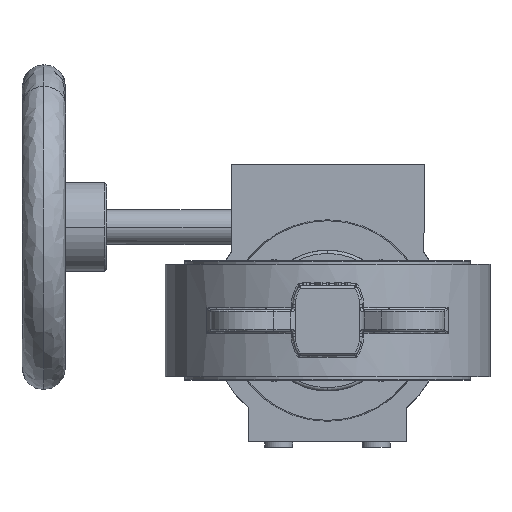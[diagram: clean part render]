
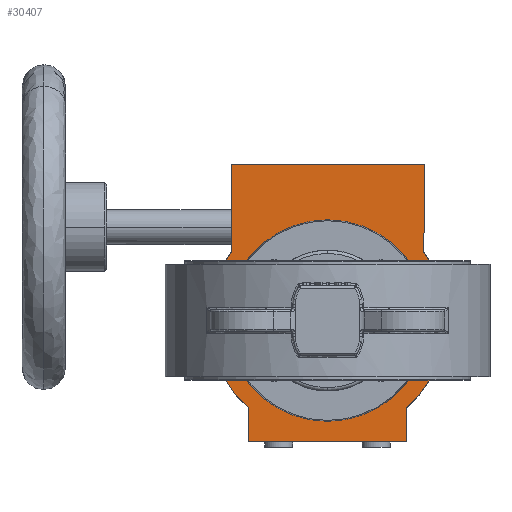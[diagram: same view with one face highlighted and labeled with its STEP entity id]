
A CAD part, front view. The second image highlights one B-rep face of the part: STEP entity #30407.
In plain terms, the highlighted planar face has unit normal (0, -1, 0).
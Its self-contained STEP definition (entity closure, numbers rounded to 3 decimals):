
#246 = CARTESIAN_POINT ( 'NONE',  ( 0., 178., 0. ) ) ;
#260 = EDGE_CURVE ( 'NONE', #1743, #30720, #16576, .T. ) ;
#714 = ORIENTED_EDGE ( 'NONE', *, *, #260, .T. ) ;
#1150 = DIRECTION ( 'NONE',  ( 1., 0., -0.001 ) ) ;
#1696 = CIRCLE ( 'NONE', #17990, 54.5 ) ;
#1743 = VERTEX_POINT ( 'NONE', #8050 ) ;
#1747 = DIRECTION ( 'NONE',  ( 0., 1., 0. ) ) ;
#2197 = DIRECTION ( 'NONE',  ( 0.001, 0., 1. ) ) ;
#2297 = CIRCLE ( 'NONE', #26696, 0.5 ) ;
#3188 = ORIENTED_EDGE ( 'NONE', *, *, #36526, .F. ) ;
#3453 = PLANE ( 'NONE',  #12176 ) ;
#3583 = EDGE_CURVE ( 'NONE', #13066, #17261, #27151, .T. ) ;
#3607 = LINE ( 'NONE', #22650, #31925 ) ;
#3738 = VERTEX_POINT ( 'NONE', #18867 ) ;
#3786 = ORIENTED_EDGE ( 'NONE', *, *, #25287, .T. ) ;
#4207 = DIRECTION ( 'NONE',  ( 0., 1., 0. ) ) ;
#4322 = CARTESIAN_POINT ( 'NONE',  ( 0., 178., 0. ) ) ;
#4548 = VERTEX_POINT ( 'NONE', #18923 ) ;
#5006 = CARTESIAN_POINT ( 'NONE',  ( 0., 178., 0. ) ) ;
#5323 = DIRECTION ( 'NONE',  ( 0., 1., 0. ) ) ;
#5438 = CIRCLE ( 'NONE', #12778, 0.5 ) ;
#6535 = CIRCLE ( 'NONE', #16287, 54.5 ) ;
#6768 = CARTESIAN_POINT ( 'NONE',  ( -36.5, 178., 0.032 ) ) ;
#6769 = CARTESIAN_POINT ( 'NONE',  ( 0., 178., 0. ) ) ;
#6785 = DIRECTION ( 'NONE',  ( 0.001, 0., 1. ) ) ;
#7688 = CIRCLE ( 'NONE', #9664, 46.5 ) ;
#8050 = CARTESIAN_POINT ( 'NONE',  ( -36.536, 178., -40.662 ) ) ;
#8087 = DIRECTION ( 'NONE',  ( -1., 0., 0.001 ) ) ;
#8206 = CARTESIAN_POINT ( 'NONE',  ( 44.528, 178., 31.425 ) ) ;
#8599 = ORIENTED_EDGE ( 'NONE', *, *, #16940, .T. ) ;
#9358 = EDGE_CURVE ( 'NONE', #30720, #26439, #37536, .T. ) ;
#9374 = CARTESIAN_POINT ( 'NONE',  ( 0., 178., 0. ) ) ;
#9664 = AXIS2_PLACEMENT_3D ( 'NONE', #21700, #31500, #24740 ) ;
#9942 = EDGE_LOOP ( 'NONE', ( #24647, #23051 ) ) ;
#11193 = DIRECTION ( 'NONE',  ( 1., 0., -0.001 ) ) ;
#11307 = ORIENTED_EDGE ( 'NONE', *, *, #24238, .T. ) ;
#11500 = AXIS2_PLACEMENT_3D ( 'NONE', #26435, #4207, #35883 ) ;
#11762 = EDGE_CURVE ( 'NONE', #26439, #39859, #12169, .T. ) ;
#12169 = LINE ( 'NONE', #21368, #36528 ) ;
#12176 = AXIS2_PLACEMENT_3D ( 'NONE', #246, #18997, #31894 ) ;
#12335 = VECTOR ( 'NONE', #11193, 1000. ) ;
#12702 = ORIENTED_EDGE ( 'NONE', *, *, #18387, .F. ) ;
#12778 = AXIS2_PLACEMENT_3D ( 'NONE', #15453, #31419, #37722 ) ;
#13066 = VERTEX_POINT ( 'NONE', #25655 ) ;
#13381 = CARTESIAN_POINT ( 'NONE',  ( 36.464, 178., -40.726 ) ) ;
#13828 = AXIS2_PLACEMENT_3D ( 'NONE', #5006, #40035, #40175 ) ;
#13885 = CARTESIAN_POINT ( 'NONE',  ( 36.45, 178., -56.032 ) ) ;
#15268 = CARTESIAN_POINT ( 'NONE',  ( -44.563, 178., 31.375 ) ) ;
#15453 = CARTESIAN_POINT ( 'NONE',  ( 36.964, 178., -40.727 ) ) ;
#15884 = EDGE_LOOP ( 'NONE', ( #8599, #3188, #37677, #3786, #12702, #18721, #39147, #22316, #38858, #11307, #714, #31238, #17313 ) ) ;
#16076 = DIRECTION ( 'NONE',  ( -0.001, 0., -1. ) ) ;
#16287 = AXIS2_PLACEMENT_3D ( 'NONE', #9374, #18560, #28267 ) ;
#16576 = LINE ( 'NONE', #6768, #17571 ) ;
#16795 = FACE_OUTER_BOUND ( 'NONE', #15884, .T. ) ;
#16940 = EDGE_CURVE ( 'NONE', #39859, #25304, #5438, .T. ) ;
#17261 = VERTEX_POINT ( 'NONE', #15268 ) ;
#17313 = ORIENTED_EDGE ( 'NONE', *, *, #11762, .T. ) ;
#17571 = VECTOR ( 'NONE', #16076, 1000. ) ;
#17797 = FACE_BOUND ( 'NONE', #9942, .T. ) ;
#17986 = CARTESIAN_POINT ( 'NONE',  ( -26.936, 178., 72.024 ) ) ;
#17990 = AXIS2_PLACEMENT_3D ( 'NONE', #6769, #22090, #25561 ) ;
#18387 = EDGE_CURVE ( 'NONE', #4548, #28632, #25258, .T. ) ;
#18560 = DIRECTION ( 'NONE',  ( 0., 1., 0. ) ) ;
#18721 = ORIENTED_EDGE ( 'NONE', *, *, #23800, .F. ) ;
#18724 = CARTESIAN_POINT ( 'NONE',  ( 54.5, 178., -0.048 ) ) ;
#18756 = VERTEX_POINT ( 'NONE', #18724 ) ;
#18867 = CARTESIAN_POINT ( 'NONE',  ( -46.5, 178., 0.041 ) ) ;
#18923 = CARTESIAN_POINT ( 'NONE',  ( -44.436, 178., 72.039 ) ) ;
#18997 = DIRECTION ( 'NONE',  ( 0., -1., 0. ) ) ;
#19100 = VECTOR ( 'NONE', #25954, 1000. ) ;
#19600 = VECTOR ( 'NONE', #28861, 1000. ) ;
#20974 = EDGE_CURVE ( 'NONE', #27658, #17261, #2297, .T. ) ;
#21368 = CARTESIAN_POINT ( 'NONE',  ( 36.5, 178., -0.032 ) ) ;
#21584 = VERTEX_POINT ( 'NONE', #22589 ) ;
#21700 = CARTESIAN_POINT ( 'NONE',  ( 0., 178., 0. ) ) ;
#22090 = DIRECTION ( 'NONE',  ( 0., 1., 0. ) ) ;
#22316 = ORIENTED_EDGE ( 'NONE', *, *, #3583, .F. ) ;
#22589 = CARTESIAN_POINT ( 'NONE',  ( 46.5, 178., -0.041 ) ) ;
#22650 = CARTESIAN_POINT ( 'NONE',  ( 44.5, 178., -0.039 ) ) ;
#23051 = ORIENTED_EDGE ( 'NONE', *, *, #33566, .T. ) ;
#23800 = EDGE_CURVE ( 'NONE', #27658, #4548, #33995, .T. ) ;
#24238 = EDGE_CURVE ( 'NONE', #25944, #1743, #24543, .T. ) ;
#24543 = CIRCLE ( 'NONE', #11500, 0.5 ) ;
#24647 = ORIENTED_EDGE ( 'NONE', *, *, #31694, .T. ) ;
#24740 = DIRECTION ( 'NONE',  ( -1., 0., 0.001 ) ) ;
#25258 = LINE ( 'NONE', #17986, #12335 ) ;
#25287 = EDGE_CURVE ( 'NONE', #40309, #28632, #3607, .T. ) ;
#25304 = VERTEX_POINT ( 'NONE', #38230 ) ;
#25561 = DIRECTION ( 'NONE',  ( 1., 0., -0.001 ) ) ;
#25655 = CARTESIAN_POINT ( 'NONE',  ( -54.5, 178., 0.048 ) ) ;
#25753 = EDGE_CURVE ( 'NONE', #25944, #13066, #6535, .T. ) ;
#25944 = VERTEX_POINT ( 'NONE', #30464 ) ;
#25954 = DIRECTION ( 'NONE',  ( 0.001, 0., 1. ) ) ;
#26435 = CARTESIAN_POINT ( 'NONE',  ( -37.036, 178., -40.661 ) ) ;
#26439 = VERTEX_POINT ( 'NONE', #13885 ) ;
#26696 = AXIS2_PLACEMENT_3D ( 'NONE', #33663, #1747, #33527 ) ;
#27151 = CIRCLE ( 'NONE', #13828, 54.5 ) ;
#27451 = CARTESIAN_POINT ( 'NONE',  ( -44.472, 178., 31.662 ) ) ;
#27658 = VERTEX_POINT ( 'NONE', #27451 ) ;
#28267 = DIRECTION ( 'NONE',  ( 1., 0., -0.001 ) ) ;
#28632 = VERTEX_POINT ( 'NONE', #37218 ) ;
#28861 = DIRECTION ( 'NONE',  ( 1., 0., -0.001 ) ) ;
#29579 = DIRECTION ( 'NONE',  ( 0., 1., 0. ) ) ;
#29724 = AXIS2_PLACEMENT_3D ( 'NONE', #36997, #5323, #8087 ) ;
#30407 = ADVANCED_FACE ( 'NONE', ( #17797, #16795 ), #3453, .T. ) ;
#30464 = CARTESIAN_POINT ( 'NONE',  ( -36.699, 178., -40.292 ) ) ;
#30720 = VERTEX_POINT ( 'NONE', #35684 ) ;
#31238 = ORIENTED_EDGE ( 'NONE', *, *, #9358, .T. ) ;
#31419 = DIRECTION ( 'NONE',  ( 0., 1., 0. ) ) ;
#31500 = DIRECTION ( 'NONE',  ( 0., 1., 0. ) ) ;
#31694 = EDGE_CURVE ( 'NONE', #3738, #21584, #32116, .T. ) ;
#31894 = DIRECTION ( 'NONE',  ( 1., 0., -0.001 ) ) ;
#31925 = VECTOR ( 'NONE', #6785, 1000. ) ;
#32116 = CIRCLE ( 'NONE', #29724, 46.5 ) ;
#33275 = EDGE_CURVE ( 'NONE', #40309, #18756, #35890, .T. ) ;
#33527 = DIRECTION ( 'NONE',  ( 1., 0., -0.001 ) ) ;
#33566 = EDGE_CURVE ( 'NONE', #21584, #3738, #7688, .T. ) ;
#33626 = AXIS2_PLACEMENT_3D ( 'NONE', #4322, #29579, #1150 ) ;
#33663 = CARTESIAN_POINT ( 'NONE',  ( -44.972, 178., 31.663 ) ) ;
#33995 = LINE ( 'NONE', #35937, #19100 ) ;
#35684 = CARTESIAN_POINT ( 'NONE',  ( -36.55, 178., -55.968 ) ) ;
#35883 = DIRECTION ( 'NONE',  ( 1., 0., -0.001 ) ) ;
#35890 = CIRCLE ( 'NONE', #33626, 54.5 ) ;
#35937 = CARTESIAN_POINT ( 'NONE',  ( -44.436, 178., 72.039 ) ) ;
#36526 = EDGE_CURVE ( 'NONE', #18756, #25304, #1696, .T. ) ;
#36528 = VECTOR ( 'NONE', #2197, 1000. ) ;
#36997 = CARTESIAN_POINT ( 'NONE',  ( 0., 178., 0. ) ) ;
#37218 = CARTESIAN_POINT ( 'NONE',  ( 44.564, 178., 71.961 ) ) ;
#37536 = LINE ( 'NONE', #41135, #19600 ) ;
#37677 = ORIENTED_EDGE ( 'NONE', *, *, #33275, .F. ) ;
#37722 = DIRECTION ( 'NONE',  ( 1., 0., -0.001 ) ) ;
#38230 = CARTESIAN_POINT ( 'NONE',  ( 36.628, 178., -40.356 ) ) ;
#38858 = ORIENTED_EDGE ( 'NONE', *, *, #25753, .F. ) ;
#39147 = ORIENTED_EDGE ( 'NONE', *, *, #20974, .T. ) ;
#39859 = VERTEX_POINT ( 'NONE', #13381 ) ;
#40035 = DIRECTION ( 'NONE',  ( 0., 1., 0. ) ) ;
#40175 = DIRECTION ( 'NONE',  ( 1., 0., -0.001 ) ) ;
#40309 = VERTEX_POINT ( 'NONE', #8206 ) ;
#41135 = CARTESIAN_POINT ( 'NONE',  ( -0.05, 178., -56. ) ) ;
